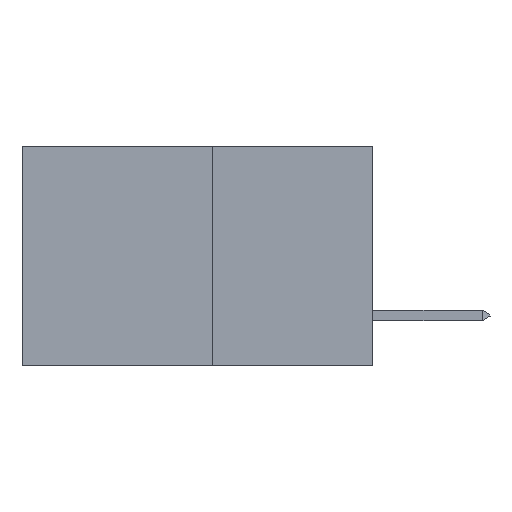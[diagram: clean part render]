
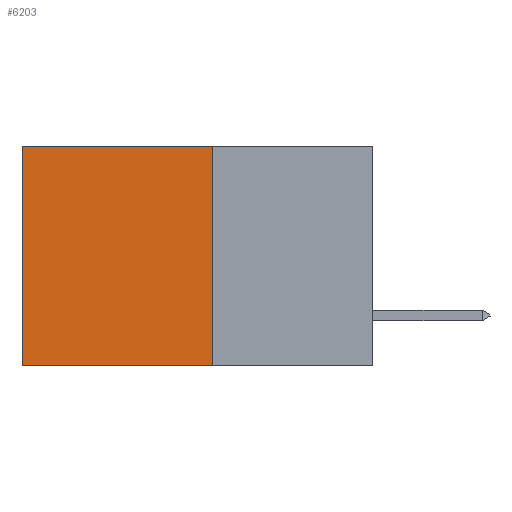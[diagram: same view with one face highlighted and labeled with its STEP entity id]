
A CAD part, left-side view. The second image highlights one B-rep face of the part: STEP entity #6203.
In plain terms, the highlighted planar face has unit normal (-1, 0, 0).
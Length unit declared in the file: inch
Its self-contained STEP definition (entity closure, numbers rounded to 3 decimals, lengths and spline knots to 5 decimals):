
#27 = VERTEX_POINT ( 'NONE', #12813 ) ;
#453 = DIRECTION ( 'NONE',  ( 1., 0., 0. ) ) ;
#1176 = ORIENTED_EDGE ( 'NONE', *, *, #3091, .T. ) ;
#1223 = CARTESIAN_POINT ( 'NONE',  ( 0.277, 0.27, 0. ) ) ;
#1431 = LINE ( 'NONE', #1223, #4267 ) ;
#1580 = ORIENTED_EDGE ( 'NONE', *, *, #11166, .T. ) ;
#2924 = EDGE_LOOP ( 'NONE', ( #1176, #10307, #13155, #1580 ) ) ;
#3091 = EDGE_CURVE ( 'NONE', #10934, #7210, #10705, .T. ) ;
#3162 = EDGE_CURVE ( 'NONE', #27, #10478, #4085, .T. ) ;
#4085 = LINE ( 'NONE', #13288, #12559 ) ;
#4267 = VECTOR ( 'NONE', #9241, 39.37008 ) ;
#5446 = EDGE_CURVE ( 'NONE', #10478, #7210, #12150, .T. ) ;
#6203 = ADVANCED_FACE ( 'NONE', ( #9525 ), #7235, .F. ) ;
#7210 = VERTEX_POINT ( 'NONE', #11590 ) ;
#7235 = PLANE ( 'NONE',  #9651 ) ;
#7684 = VECTOR ( 'NONE', #13878, 39.37008 ) ;
#8104 = CARTESIAN_POINT ( 'NONE',  ( 0.277, 0.27, -0.37 ) ) ;
#8218 = DIRECTION ( 'NONE',  ( 0., 1., 0. ) ) ;
#8576 = DIRECTION ( 'NONE',  ( 0., 0., -1. ) ) ;
#8846 = CARTESIAN_POINT ( 'NONE',  ( 0.277, 0.59, 0. ) ) ;
#9241 = DIRECTION ( 'NONE',  ( 0., 1., 0. ) ) ;
#9525 = FACE_OUTER_BOUND ( 'NONE', #2924, .T. ) ;
#9651 = AXIS2_PLACEMENT_3D ( 'NONE', #13826, #453, #8576 ) ;
#10307 = ORIENTED_EDGE ( 'NONE', *, *, #5446, .F. ) ;
#10478 = VERTEX_POINT ( 'NONE', #11356 ) ;
#10705 = LINE ( 'NONE', #13914, #7684 ) ;
#10934 = VERTEX_POINT ( 'NONE', #8846 ) ;
#11166 = EDGE_CURVE ( 'NONE', #27, #10934, #1431, .T. ) ;
#11356 = CARTESIAN_POINT ( 'NONE',  ( 0.277, 0.27, -0.37 ) ) ;
#11590 = CARTESIAN_POINT ( 'NONE',  ( 0.277, 0.59, -0.37 ) ) ;
#12150 = LINE ( 'NONE', #8104, #14642 ) ;
#12559 = VECTOR ( 'NONE', #13239, 39.37008 ) ;
#12813 = CARTESIAN_POINT ( 'NONE',  ( 0.277, 0.27, 0. ) ) ;
#13155 = ORIENTED_EDGE ( 'NONE', *, *, #3162, .F. ) ;
#13239 = DIRECTION ( 'NONE',  ( 0., 0., -1. ) ) ;
#13288 = CARTESIAN_POINT ( 'NONE',  ( 0.277, 0.27, -0.37 ) ) ;
#13826 = CARTESIAN_POINT ( 'NONE',  ( 0.277, 0.27, -0.37 ) ) ;
#13878 = DIRECTION ( 'NONE',  ( 0., 0., -1. ) ) ;
#13914 = CARTESIAN_POINT ( 'NONE',  ( 0.277, 0.59, -0.37 ) ) ;
#14642 = VECTOR ( 'NONE', #8218, 39.37008 ) ;
